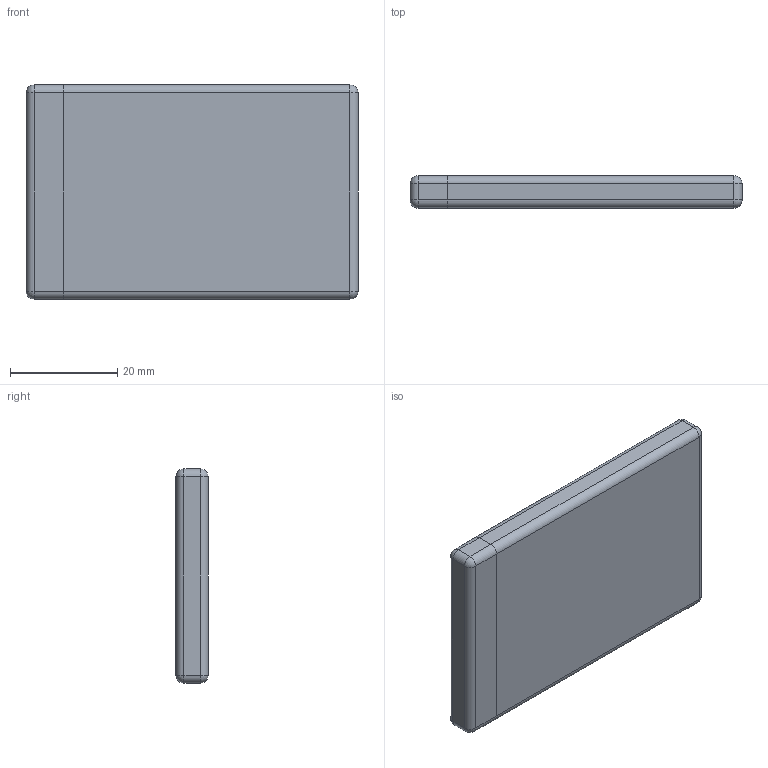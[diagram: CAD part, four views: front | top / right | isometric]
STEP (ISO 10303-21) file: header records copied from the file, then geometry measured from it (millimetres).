
FILE_DESCRIPTION (( 'STEP AP214' ), '1' );
FILE_NAME ('LIPO_604060.STEP', '2022-05-31T18:59:22', ( '' ), ( '' ), 'SwSTEP 2.0', 'SolidWorks 2021', '' );
FILE_SCHEMA (( 'AUTOMOTIVE_DESIGN' ));
Length unit declared in the file: millimetre
Products named in the file (1): LIPO_604060
Bounding box: 62 x 6.01 x 40 mm (x, y, z)
Volume: 14676.4 mm3; surface area: 6468.3 mm2
Topology: 16 solids, 16 shells, 306 faces, 806 edges, 524 vertices
Faces by surface type: bspline 148, plane 134, cylinder 16, sphere 8
Entity records: 14067 total; most frequent: CARTESIAN_POINT 7337, ORIENTED_EDGE 1596, DIRECTION 852, EDGE_CURVE 798, VERTEX_POINT 524, VECTOR 470, LINE 470, EDGE_LOOP 328
